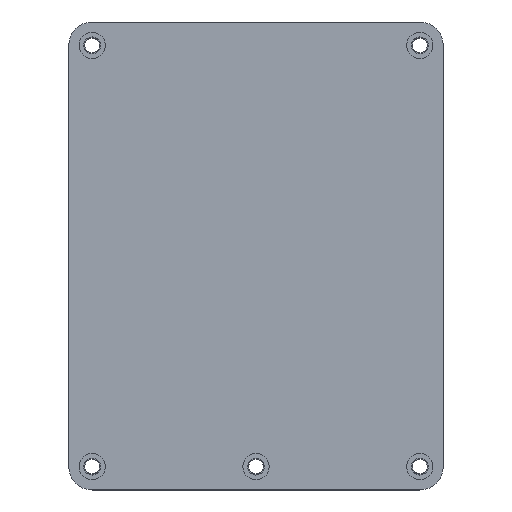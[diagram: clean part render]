
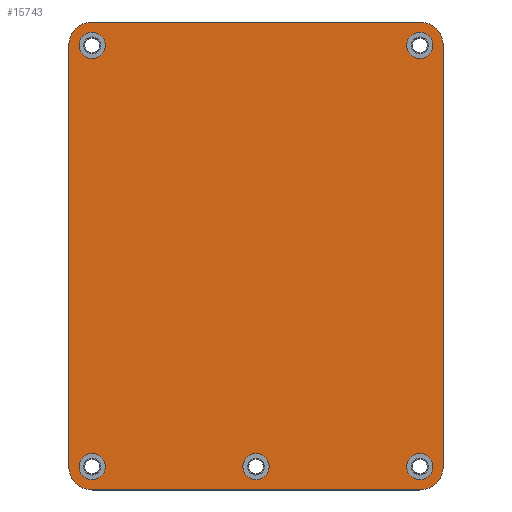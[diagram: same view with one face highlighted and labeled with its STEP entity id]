
A CAD part, top view. The second image highlights one B-rep face of the part: STEP entity #15743.
In plain terms, the highlighted planar face has unit normal (0, 0, 1).
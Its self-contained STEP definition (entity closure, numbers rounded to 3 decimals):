
#15539 = VERTEX_POINT('',#15540);
#15540 = CARTESIAN_POINT('',(75.,0.,1.51));
#15546 = EDGE_CURVE('',#15539,#15547,#15549,.T.);
#15547 = VERTEX_POINT('',#15548);
#15548 = CARTESIAN_POINT('',(80.,-5.,1.51));
#15549 = CIRCLE('',#15550,5.);
#15550 = AXIS2_PLACEMENT_3D('',#15551,#15552,#15553);
#15551 = CARTESIAN_POINT('',(75.,-5.,1.51));
#15552 = DIRECTION('',(0.,0.,-1.));
#15553 = DIRECTION('',(0.,1.,0.));
#15581 = VERTEX_POINT('',#15582);
#15582 = CARTESIAN_POINT('',(5.,0.,1.51));
#15588 = EDGE_CURVE('',#15581,#15539,#15589,.T.);
#15589 = LINE('',#15590,#15591);
#15590 = CARTESIAN_POINT('',(5.,0.,1.51));
#15591 = VECTOR('',#15592,1.);
#15592 = DIRECTION('',(1.,0.,0.));
#15610 = EDGE_CURVE('',#15547,#15611,#15613,.T.);
#15611 = VERTEX_POINT('',#15612);
#15612 = CARTESIAN_POINT('',(80.,-95.,1.51));
#15613 = LINE('',#15614,#15615);
#15614 = CARTESIAN_POINT('',(80.,-5.,1.51));
#15615 = VECTOR('',#15616,1.);
#15616 = DIRECTION('',(0.,-1.,0.));
#15743 = ADVANCED_FACE('',(#15744,#15790,#15801,#15812,#15823,#15834),
  #15845,.T.);
#15744 = FACE_BOUND('',#15745,.T.);
#15745 = EDGE_LOOP('',(#15746,#15747,#15748,#15757,#15765,#15774,#15782,
    #15789));
#15746 = ORIENTED_EDGE('',*,*,#15546,.F.);
#15747 = ORIENTED_EDGE('',*,*,#15588,.F.);
#15748 = ORIENTED_EDGE('',*,*,#15749,.F.);
#15749 = EDGE_CURVE('',#15750,#15581,#15752,.T.);
#15750 = VERTEX_POINT('',#15751);
#15751 = CARTESIAN_POINT('',(0.,-5.,1.51));
#15752 = CIRCLE('',#15753,5.);
#15753 = AXIS2_PLACEMENT_3D('',#15754,#15755,#15756);
#15754 = CARTESIAN_POINT('',(5.,-5.,1.51));
#15755 = DIRECTION('',(0.,0.,-1.));
#15756 = DIRECTION('',(-1.,0.,0.));
#15757 = ORIENTED_EDGE('',*,*,#15758,.F.);
#15758 = EDGE_CURVE('',#15759,#15750,#15761,.T.);
#15759 = VERTEX_POINT('',#15760);
#15760 = CARTESIAN_POINT('',(0.,-95.,1.51));
#15761 = LINE('',#15762,#15763);
#15762 = CARTESIAN_POINT('',(0.,-95.,1.51));
#15763 = VECTOR('',#15764,1.);
#15764 = DIRECTION('',(0.,1.,0.));
#15765 = ORIENTED_EDGE('',*,*,#15766,.F.);
#15766 = EDGE_CURVE('',#15767,#15759,#15769,.T.);
#15767 = VERTEX_POINT('',#15768);
#15768 = CARTESIAN_POINT('',(5.,-100.,1.51));
#15769 = CIRCLE('',#15770,5.);
#15770 = AXIS2_PLACEMENT_3D('',#15771,#15772,#15773);
#15771 = CARTESIAN_POINT('',(5.,-95.,1.51));
#15772 = DIRECTION('',(0.,0.,-1.));
#15773 = DIRECTION('',(0.,-1.,-0.));
#15774 = ORIENTED_EDGE('',*,*,#15775,.F.);
#15775 = EDGE_CURVE('',#15776,#15767,#15778,.T.);
#15776 = VERTEX_POINT('',#15777);
#15777 = CARTESIAN_POINT('',(75.,-100.,1.51));
#15778 = LINE('',#15779,#15780);
#15779 = CARTESIAN_POINT('',(75.,-100.,1.51));
#15780 = VECTOR('',#15781,1.);
#15781 = DIRECTION('',(-1.,0.,0.));
#15782 = ORIENTED_EDGE('',*,*,#15783,.F.);
#15783 = EDGE_CURVE('',#15611,#15776,#15784,.T.);
#15784 = CIRCLE('',#15785,5.);
#15785 = AXIS2_PLACEMENT_3D('',#15786,#15787,#15788);
#15786 = CARTESIAN_POINT('',(75.,-95.,1.51));
#15787 = DIRECTION('',(0.,0.,-1.));
#15788 = DIRECTION('',(1.,0.,0.));
#15789 = ORIENTED_EDGE('',*,*,#15610,.F.);
#15790 = FACE_BOUND('',#15791,.T.);
#15791 = EDGE_LOOP('',(#15792));
#15792 = ORIENTED_EDGE('',*,*,#15793,.T.);
#15793 = EDGE_CURVE('',#15794,#15794,#15796,.T.);
#15794 = VERTEX_POINT('',#15795);
#15795 = CARTESIAN_POINT('',(5.,-96.6,1.51));
#15796 = CIRCLE('',#15797,1.6);
#15797 = AXIS2_PLACEMENT_3D('',#15798,#15799,#15800);
#15798 = CARTESIAN_POINT('',(5.,-95.,1.51));
#15799 = DIRECTION('',(-0.,0.,-1.));
#15800 = DIRECTION('',(-0.,-1.,0.));
#15801 = FACE_BOUND('',#15802,.T.);
#15802 = EDGE_LOOP('',(#15803));
#15803 = ORIENTED_EDGE('',*,*,#15804,.T.);
#15804 = EDGE_CURVE('',#15805,#15805,#15807,.T.);
#15805 = VERTEX_POINT('',#15806);
#15806 = CARTESIAN_POINT('',(40.,-96.6,1.51));
#15807 = CIRCLE('',#15808,1.6);
#15808 = AXIS2_PLACEMENT_3D('',#15809,#15810,#15811);
#15809 = CARTESIAN_POINT('',(40.,-95.,1.51));
#15810 = DIRECTION('',(-0.,0.,-1.));
#15811 = DIRECTION('',(-0.,-1.,0.));
#15812 = FACE_BOUND('',#15813,.T.);
#15813 = EDGE_LOOP('',(#15814));
#15814 = ORIENTED_EDGE('',*,*,#15815,.T.);
#15815 = EDGE_CURVE('',#15816,#15816,#15818,.T.);
#15816 = VERTEX_POINT('',#15817);
#15817 = CARTESIAN_POINT('',(75.,-96.6,1.51));
#15818 = CIRCLE('',#15819,1.6);
#15819 = AXIS2_PLACEMENT_3D('',#15820,#15821,#15822);
#15820 = CARTESIAN_POINT('',(75.,-95.,1.51));
#15821 = DIRECTION('',(-0.,0.,-1.));
#15822 = DIRECTION('',(-0.,-1.,0.));
#15823 = FACE_BOUND('',#15824,.T.);
#15824 = EDGE_LOOP('',(#15825));
#15825 = ORIENTED_EDGE('',*,*,#15826,.T.);
#15826 = EDGE_CURVE('',#15827,#15827,#15829,.T.);
#15827 = VERTEX_POINT('',#15828);
#15828 = CARTESIAN_POINT('',(5.,-6.6,1.51));
#15829 = CIRCLE('',#15830,1.6);
#15830 = AXIS2_PLACEMENT_3D('',#15831,#15832,#15833);
#15831 = CARTESIAN_POINT('',(5.,-5.,1.51));
#15832 = DIRECTION('',(-0.,0.,-1.));
#15833 = DIRECTION('',(-0.,-1.,0.));
#15834 = FACE_BOUND('',#15835,.T.);
#15835 = EDGE_LOOP('',(#15836));
#15836 = ORIENTED_EDGE('',*,*,#15837,.T.);
#15837 = EDGE_CURVE('',#15838,#15838,#15840,.T.);
#15838 = VERTEX_POINT('',#15839);
#15839 = CARTESIAN_POINT('',(75.,-6.6,1.51));
#15840 = CIRCLE('',#15841,1.6);
#15841 = AXIS2_PLACEMENT_3D('',#15842,#15843,#15844);
#15842 = CARTESIAN_POINT('',(75.,-5.,1.51));
#15843 = DIRECTION('',(-0.,0.,-1.));
#15844 = DIRECTION('',(-0.,-1.,0.));
#15845 = PLANE('',#15846);
#15846 = AXIS2_PLACEMENT_3D('',#15847,#15848,#15849);
#15847 = CARTESIAN_POINT('',(0.,0.,1.51));
#15848 = DIRECTION('',(0.,0.,1.));
#15849 = DIRECTION('',(1.,0.,-0.));
